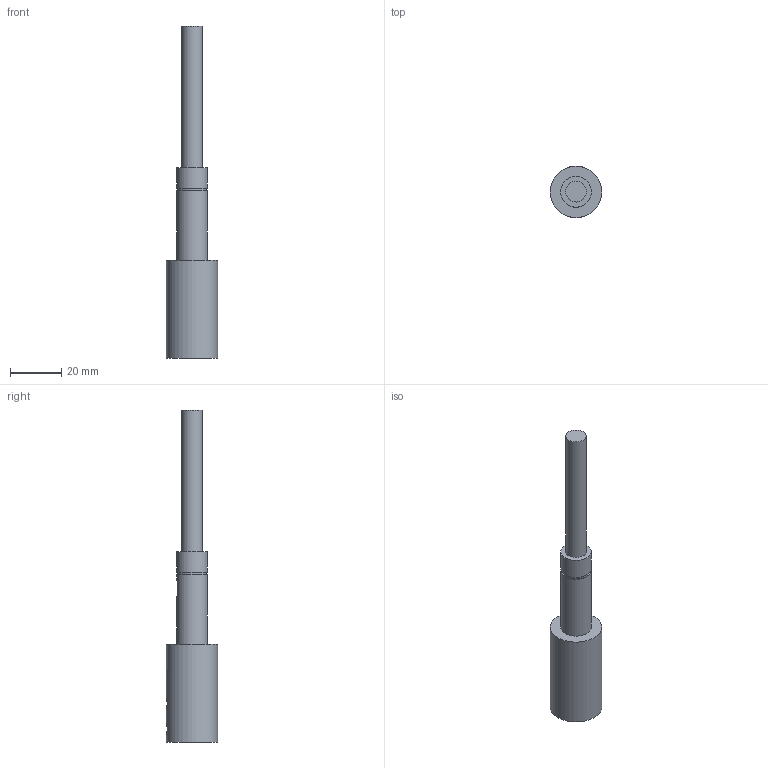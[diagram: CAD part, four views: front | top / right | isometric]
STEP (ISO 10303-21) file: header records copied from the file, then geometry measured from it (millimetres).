
FILE_DESCRIPTION(/* description */ (''),/* implementation_level */ '2;1');
FILE_NAME(/* name */ 'axe CMT v2.step',/* time_stamp */ '2022-07-07T19:16:16+02:00',/* author */ (''),/* organization */ (''),/* preprocessor_version */ 'ST-DEVELOPER v19',/* originating_system */ 'Autodesk Translation Framework v11.7.0.108',/* authorisation */ '');
FILE_SCHEMA (('AUTOMOTIVE_DESIGN { 1 0 10303 214 3 1 1 }'));
Length unit declared in the file: millimetre
Products named in the file (1): axe CMT
Bounding box: 20 x 20 x 129 mm (x, y, z)
Volume: 16914 mm3; surface area: 6559.6 mm2
Topology: 1 solids, 1 shells, 20 faces, 42 edges, 30 vertices
Faces by surface type: cylinder 10, plane 10
Full cylindrical faces by diameter (mm): 5 x2, 8 x1, 10 x1, 11 x1, 12 x2, 20 x1
Entity records: 744 total; most frequent: CARTESIAN_POINT 272, DIRECTION 86, ORIENTED_EDGE 84, EDGE_CURVE 42, AXIS2_PLACEMENT_3D 35, EDGE_LOOP 30, VERTEX_POINT 30, FACE_OUTER_BOUND 20
